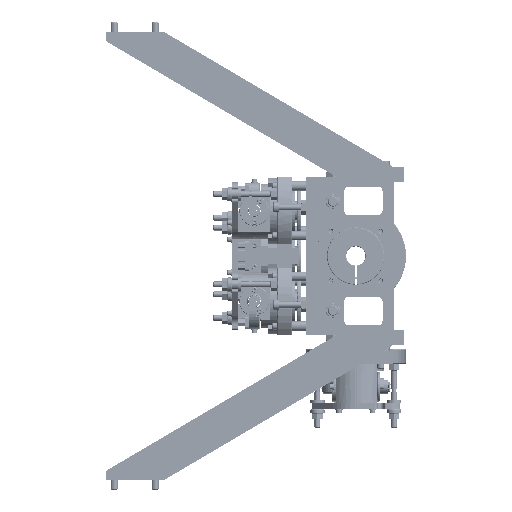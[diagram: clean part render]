
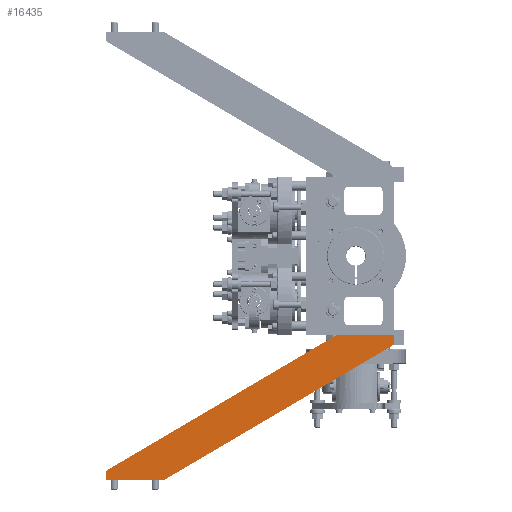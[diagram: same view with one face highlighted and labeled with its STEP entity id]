
A CAD part, left-side view. The second image highlights one B-rep face of the part: STEP entity #16435.
In plain terms, the highlighted planar face has unit normal (-1, 0, 0).
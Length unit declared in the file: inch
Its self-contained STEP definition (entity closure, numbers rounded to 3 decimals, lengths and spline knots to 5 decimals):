
#3094 = CARTESIAN_POINT ( 'NONE',  ( -0.875, 6.02382, 0. ) ) ;
#3098 = PLANE ( 'NONE',  #16174 ) ;
#3100 = DIRECTION ( 'NONE',  ( 1., 0., 0. ) ) ;
#3101 = DIRECTION ( 'NONE',  ( 0., 0., -1. ) ) ;
#4838 = CARTESIAN_POINT ( 'NONE',  ( -0.875, 0., -0.25 ) ) ;
#4873 = CARTESIAN_POINT ( 'NONE',  ( -0.875, 6.02382, -3.79831 ) ) ;
#4991 = CARTESIAN_POINT ( 'NONE',  ( -0.875, 1.5, 0. ) ) ;
#5002 = CARTESIAN_POINT ( 'NONE',  ( -0.875, 7.52382, -3.54831 ) ) ;
#5011 = CARTESIAN_POINT ( 'NONE',  ( -0.875, 0., 0. ) ) ;
#5019 = CARTESIAN_POINT ( 'NONE',  ( -0.875, 7.52382, -3.79831 ) ) ;
#11708 = LINE ( 'NONE', #13526, #11711 ) ;
#11711 = VECTOR ( 'NONE', #13528, 39.37008 ) ;
#11833 = LINE ( 'NONE', #13765, #11854 ) ;
#11854 = VECTOR ( 'NONE', #13769, 39.37008 ) ;
#11881 = LINE ( 'NONE', #13843, #11884 ) ;
#11884 = VECTOR ( 'NONE', #13846, 39.37008 ) ;
#11885 = LINE ( 'NONE', #13850, #11894 ) ;
#11894 = VECTOR ( 'NONE', #13876, 39.37008 ) ;
#11902 = LINE ( 'NONE', #13927, #11905 ) ;
#11905 = VECTOR ( 'NONE', #13930, 39.37008 ) ;
#11909 = LINE ( 'NONE', #13958, #11912 ) ;
#11912 = VECTOR ( 'NONE', #13961, 39.37008 ) ;
#12646 = ORIENTED_EDGE ( 'NONE', *, *, #20772, .T. ) ;
#12776 = ORIENTED_EDGE ( 'NONE', *, *, #20892, .F. ) ;
#12811 = ORIENTED_EDGE ( 'NONE', *, *, #20878, .F. ) ;
#13041 = ORIENTED_EDGE ( 'NONE', *, *, #20884, .F. ) ;
#13075 = ORIENTED_EDGE ( 'NONE', *, *, #20858, .F. ) ;
#13385 = ORIENTED_EDGE ( 'NONE', *, *, #20897, .F. ) ;
#13526 = CARTESIAN_POINT ( 'NONE',  ( -0.875, 6.02382, -3.79831 ) ) ;
#13528 = DIRECTION ( 'NONE',  ( 0., -0.862, 0.508 ) ) ;
#13765 = CARTESIAN_POINT ( 'NONE',  ( -0.875, 1.5, 0. ) ) ;
#13769 = DIRECTION ( 'NONE',  ( 0., -1., 0. ) ) ;
#13843 = CARTESIAN_POINT ( 'NONE',  ( -0.875, 1.5, 0. ) ) ;
#13846 = DIRECTION ( 'NONE',  ( 0., -0.862, 0.508 ) ) ;
#13850 = CARTESIAN_POINT ( 'NONE',  ( -0.875, 7.52382, -3.79831 ) ) ;
#13876 = DIRECTION ( 'NONE',  ( 0., 0., 1. ) ) ;
#13927 = CARTESIAN_POINT ( 'NONE',  ( -0.875, 6.02382, -3.79831 ) ) ;
#13930 = DIRECTION ( 'NONE',  ( 0., 1., 0. ) ) ;
#13958 = CARTESIAN_POINT ( 'NONE',  ( -0.875, 0., 0. ) ) ;
#13961 = DIRECTION ( 'NONE',  ( 0., 0., -1. ) ) ;
#14300 = FACE_OUTER_BOUND ( 'NONE', #35042, .T. ) ;
#16174 = AXIS2_PLACEMENT_3D ( 'NONE', #3094, #3100, #3101 ) ;
#16435 = ADVANCED_FACE ( 'NONE', ( #14300 ), #3098, .F. ) ;
#20772 = EDGE_CURVE ( 'NONE', #45961, #45926, #11708, .T. ) ;
#20858 = EDGE_CURVE ( 'NONE', #46079, #46099, #11833, .T. ) ;
#20878 = EDGE_CURVE ( 'NONE', #46090, #46079, #11881, .T. ) ;
#20884 = EDGE_CURVE ( 'NONE', #46107, #46090, #11885, .T. ) ;
#20892 = EDGE_CURVE ( 'NONE', #45961, #46107, #11902, .T. ) ;
#20897 = EDGE_CURVE ( 'NONE', #46099, #45926, #11909, .T. ) ;
#35042 = EDGE_LOOP ( 'NONE', ( #12776, #12646, #13385, #13075, #12811, #13041 ) ) ;
#45926 = VERTEX_POINT ( 'NONE', #4838 ) ;
#45961 = VERTEX_POINT ( 'NONE', #4873 ) ;
#46079 = VERTEX_POINT ( 'NONE', #4991 ) ;
#46090 = VERTEX_POINT ( 'NONE', #5002 ) ;
#46099 = VERTEX_POINT ( 'NONE', #5011 ) ;
#46107 = VERTEX_POINT ( 'NONE', #5019 ) ;
